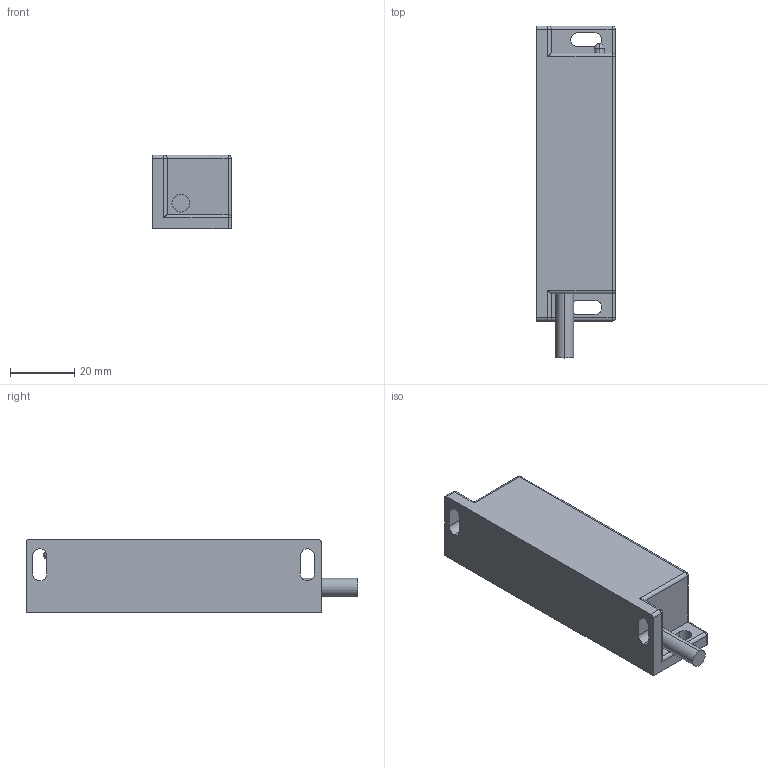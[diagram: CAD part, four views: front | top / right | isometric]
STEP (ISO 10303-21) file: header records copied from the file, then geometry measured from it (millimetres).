
FILE_DESCRIPTION (( 'STEP AP214' ), '1' );
FILE_NAME ('Assem1.STEP', '2010-06-11T09:58:11', ( ' ' ), ( ' ' ), 'SwSTEP 2.0', 'SolidWorks 2004231', '' );
FILE_SCHEMA (( 'AUTOMOTIVE_DESIGN' ));
Length unit declared in the file: millimetre
Products named in the file (2): Switch dims; Assem1
Assembly tree (1 placements, depth 2):
  Assem1
    Switch dims
Bounding box: 24.5 x 103.5 x 23 mm (x, y, z)
Volume: 45279 mm3; surface area: 10243.9 mm2
Topology: 1 solids, 1 shells, 75 faces, 193 edges, 116 vertices
Faces by surface type: cylinder 37, plane 30, sphere 6, torus 2
Entity records: 3115 total; most frequent: DIRECTION 405, CARTESIAN_POINT 400, ORIENTED_EDGE 374, EDGE_CURVE 187, AXIS2_PLACEMENT_3D 145, VERTEX_POINT 116, VECTOR 115, LINE 115
